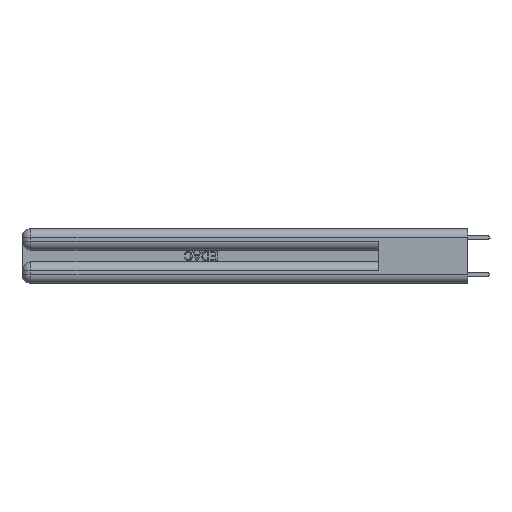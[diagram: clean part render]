
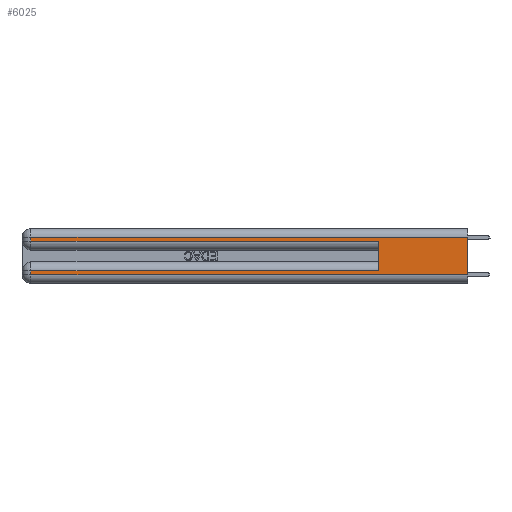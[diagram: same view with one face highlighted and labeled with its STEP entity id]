
A CAD part, left-side view. The second image highlights one B-rep face of the part: STEP entity #6025.
In plain terms, the highlighted planar face has unit normal (-1, 0, 0).
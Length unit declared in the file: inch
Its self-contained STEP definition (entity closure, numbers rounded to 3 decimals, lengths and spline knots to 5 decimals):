
#11 = ORIENTED_EDGE ( 'NONE', *, *, #6259, .T. ) ;
#548 = DIRECTION ( 'NONE',  ( 0., 0., -1. ) ) ;
#1643 = CARTESIAN_POINT ( 'NONE',  ( 0., 0., 0.06 ) ) ;
#2091 = CARTESIAN_POINT ( 'NONE',  ( 0., 2.94, 0.37 ) ) ;
#2177 = CARTESIAN_POINT ( 'NONE',  ( 0., 0., 0.285 ) ) ;
#4807 = LINE ( 'NONE', #20798, #24850 ) ;
#4946 = DIRECTION ( 'NONE',  ( 0., 1., 0. ) ) ;
#5248 = LINE ( 'NONE', #27085, #14896 ) ;
#5773 = ORIENTED_EDGE ( 'NONE', *, *, #11513, .T. ) ;
#6025 = ADVANCED_FACE ( 'NONE', ( #8363 ), #17874, .F. ) ;
#6055 = ORIENTED_EDGE ( 'NONE', *, *, #8001, .T. ) ;
#6259 = EDGE_CURVE ( 'NONE', #8260, #8496, #31635, .T. ) ;
#7091 = LINE ( 'NONE', #9913, #11120 ) ;
#7221 = EDGE_CURVE ( 'NONE', #24330, #17352, #7091, .T. ) ;
#7868 = DIRECTION ( 'NONE',  ( 0., 0., -1. ) ) ;
#8001 = EDGE_CURVE ( 'NONE', #11711, #17352, #12649, .T. ) ;
#8213 = CARTESIAN_POINT ( 'NONE',  ( 0., 0., 0.06 ) ) ;
#8260 = VERTEX_POINT ( 'NONE', #8853 ) ;
#8363 = FACE_OUTER_BOUND ( 'NONE', #29796, .T. ) ;
#8496 = VERTEX_POINT ( 'NONE', #1643 ) ;
#8853 = CARTESIAN_POINT ( 'NONE',  ( 0., 2.94, 0.06 ) ) ;
#9890 = DIRECTION ( 'NONE',  ( 0., -1., 0. ) ) ;
#9913 = CARTESIAN_POINT ( 'NONE',  ( 0., 0.6, 0.145 ) ) ;
#10023 = CARTESIAN_POINT ( 'NONE',  ( 0., 0., 0.37 ) ) ;
#10036 = LINE ( 'NONE', #11586, #18871 ) ;
#11120 = VECTOR ( 'NONE', #17208, 39.37008 ) ;
#11513 = EDGE_CURVE ( 'NONE', #30148, #11711, #11573, .T. ) ;
#11573 = LINE ( 'NONE', #2091, #27848 ) ;
#11586 = CARTESIAN_POINT ( 'NONE',  ( 0., 2.94, 0.37 ) ) ;
#11711 = VERTEX_POINT ( 'NONE', #19530 ) ;
#12366 = ORIENTED_EDGE ( 'NONE', *, *, #27350, .F. ) ;
#12649 = LINE ( 'NONE', #2177, #16682 ) ;
#13799 = VERTEX_POINT ( 'NONE', #27206 ) ;
#14152 = ORIENTED_EDGE ( 'NONE', *, *, #16013, .T. ) ;
#14896 = VECTOR ( 'NONE', #16594, 39.37008 ) ;
#16013 = EDGE_CURVE ( 'NONE', #27691, #30148, #5248, .T. ) ;
#16594 = DIRECTION ( 'NONE',  ( 0., 1., 0. ) ) ;
#16682 = VECTOR ( 'NONE', #9890, 39.37008 ) ;
#16995 = DIRECTION ( 'NONE',  ( 0., -1., 0. ) ) ;
#17208 = DIRECTION ( 'NONE',  ( 0., 0., 1. ) ) ;
#17352 = VERTEX_POINT ( 'NONE', #27788 ) ;
#17874 = PLANE ( 'NONE',  #26104 ) ;
#18871 = VECTOR ( 'NONE', #26539, 39.37008 ) ;
#19384 = CARTESIAN_POINT ( 'NONE',  ( 0., 0.6, 0.085 ) ) ;
#19530 = CARTESIAN_POINT ( 'NONE',  ( 0., 2.94, 0.285 ) ) ;
#20432 = DIRECTION ( 'NONE',  ( 0., 0., -1. ) ) ;
#20568 = EDGE_CURVE ( 'NONE', #13799, #8260, #10036, .T. ) ;
#20798 = CARTESIAN_POINT ( 'NONE',  ( 0., 0., 0.37 ) ) ;
#20956 = CARTESIAN_POINT ( 'NONE',  ( 0., 2.94, 0.31 ) ) ;
#24330 = VERTEX_POINT ( 'NONE', #19384 ) ;
#24797 = VECTOR ( 'NONE', #16995, 39.37008 ) ;
#24850 = VECTOR ( 'NONE', #548, 39.37008 ) ;
#26104 = AXIS2_PLACEMENT_3D ( 'NONE', #10023, #27909, #20432 ) ;
#26539 = DIRECTION ( 'NONE',  ( 0., 0., -1. ) ) ;
#26828 = ORIENTED_EDGE ( 'NONE', *, *, #29956, .T. ) ;
#27085 = CARTESIAN_POINT ( 'NONE',  ( 0., 0., 0.31 ) ) ;
#27206 = CARTESIAN_POINT ( 'NONE',  ( 0., 2.94, 0.085 ) ) ;
#27350 = EDGE_CURVE ( 'NONE', #27691, #8496, #4807, .T. ) ;
#27407 = ORIENTED_EDGE ( 'NONE', *, *, #20568, .T. ) ;
#27691 = VERTEX_POINT ( 'NONE', #30422 ) ;
#27788 = CARTESIAN_POINT ( 'NONE',  ( 0., 0.6, 0.285 ) ) ;
#27806 = LINE ( 'NONE', #28113, #30668 ) ;
#27848 = VECTOR ( 'NONE', #7868, 39.37008 ) ;
#27909 = DIRECTION ( 'NONE',  ( 1., 0., 0. ) ) ;
#28113 = CARTESIAN_POINT ( 'NONE',  ( 0., 0., 0.085 ) ) ;
#29796 = EDGE_LOOP ( 'NONE', ( #12366, #14152, #5773, #6055, #32526, #26828, #27407, #11 ) ) ;
#29956 = EDGE_CURVE ( 'NONE', #24330, #13799, #27806, .T. ) ;
#30148 = VERTEX_POINT ( 'NONE', #20956 ) ;
#30422 = CARTESIAN_POINT ( 'NONE',  ( 0., 0., 0.31 ) ) ;
#30668 = VECTOR ( 'NONE', #4946, 39.37008 ) ;
#31635 = LINE ( 'NONE', #8213, #24797 ) ;
#32526 = ORIENTED_EDGE ( 'NONE', *, *, #7221, .F. ) ;
